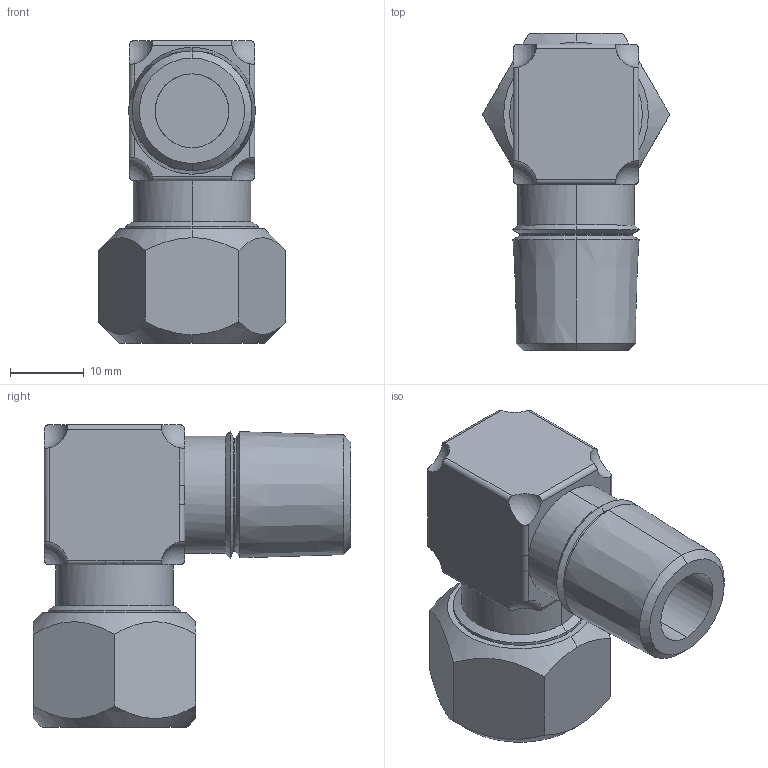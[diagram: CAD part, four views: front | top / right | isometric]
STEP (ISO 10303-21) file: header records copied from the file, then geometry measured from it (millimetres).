
FILE_DESCRIPTION (( 'STEP AP203' ), '1' );
FILE_NAME ('11-1325-07_outokumpu.step', '2015-08-10T09:38:52', ( '' ), ( '' ), 'SwSTEP 2.0', 'SolidWorks 2008', '' );
FILE_SCHEMA (( 'CONFIG_CONTROL_DESIGN' ));
Length unit declared in the file: millimetre
Products named in the file (4): 11-1325-07_outokumpu; nipple-13-666-420_outokumpu_nipple-13-666-420_outokumpu; nut-13-222-005_outokumpu_nut-13-222-005_outokumpu; bite-ring-13-111-006_outokumpu_bite-ring-13-111-006_outokumpu
Assembly tree (3 placements, depth 2):
  11-1325-07_outokumpu
    nut-13-222-005_outokumpu_nut-13-222-005_outokumpu
    bite-ring-13-111-006_outokumpu_bite-ring-13-111-006_outokumpu
    nipple-13-666-420_outokumpu_nipple-13-666-420_outokumpu
Bounding box: 25.4 x 43 x 41 mm (x, y, z)
Volume: 12124.7 mm3; surface area: 8726 mm2
Topology: 3 solids, 3 shells, 107 faces, 250 edges, 150 vertices
Faces by surface type: cylinder 42, cone 26, plane 23, sphere 8, torus 4, bspline 4
Entity records: 3776 total; most frequent: CARTESIAN_POINT 955, DIRECTION 528, ORIENTED_EDGE 500, EDGE_CURVE 250, AXIS2_PLACEMENT_3D 221, VERTEX_POINT 150, EDGE_LOOP 114, CIRCLE 112
